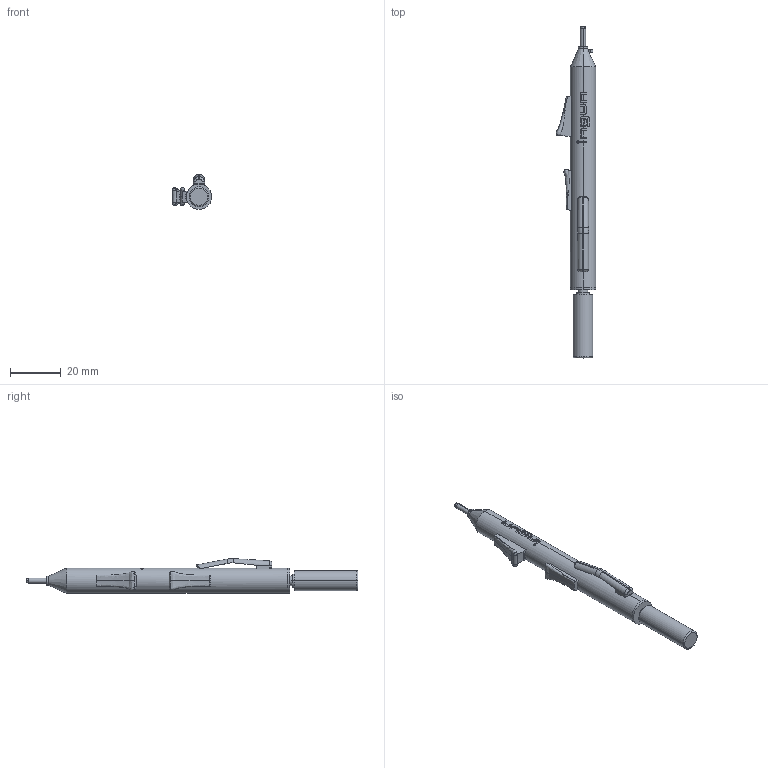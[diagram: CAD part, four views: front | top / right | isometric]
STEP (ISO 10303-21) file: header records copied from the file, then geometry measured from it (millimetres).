
FILE_DESCRIPTION (( 'STEP AP203' ), '1' );
FILE_NAME ('INGUN_SW-ZW-WP-050_A.STEP', '2021-02-16T09:41:33', ( '' ), ( '' ), 'SwSTEP 2.0', 'SolidWorks 2018', '' );
FILE_SCHEMA (( 'CONFIG_CONTROL_DESIGN' ));
Length unit declared in the file: millimetre
Products named in the file (1): INGUN_SW-ZW-WP-050_A
Bounding box: 15.54 x 130.85 x 13.72 mm (x, y, z)
Volume: 9002 mm3; surface area: 4549.8 mm2
Topology: 1 solids, 1 shells, 248 faces, 690 edges, 453 vertices
Faces by surface type: plane 106, cylinder 78, bspline 41, cone 13, torus 10
Entity records: 16588 total; most frequent: CARTESIAN_POINT 10662, ORIENTED_EDGE 1380, DIRECTION 1025, EDGE_CURVE 690, VERTEX_POINT 453, AXIS2_PLACEMENT_3D 389, EDGE_LOOP 259, FACE_OUTER_BOUND 248
